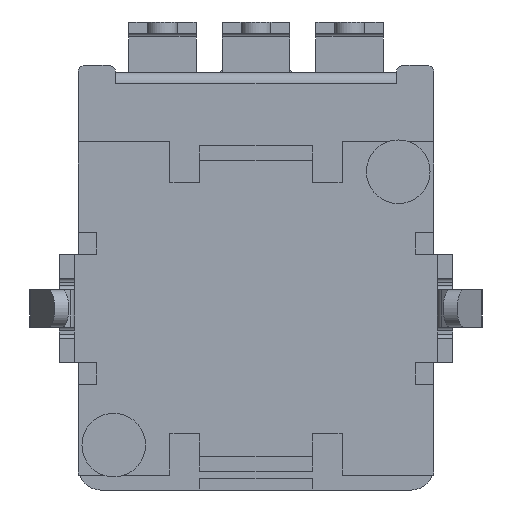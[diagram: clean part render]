
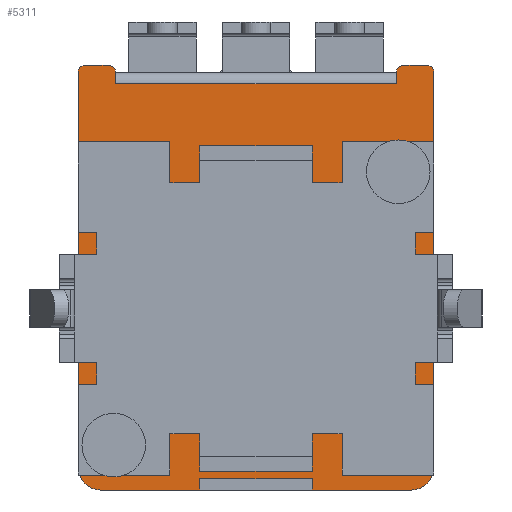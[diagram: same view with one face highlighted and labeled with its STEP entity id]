
A CAD part, front view. The second image highlights one B-rep face of the part: STEP entity #5311.
In plain terms, the highlighted planar face has unit normal (0, -1, 0).
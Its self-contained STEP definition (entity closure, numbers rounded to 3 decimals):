
#129=FACE_BOUND('',#771,.T.);
#130=FACE_BOUND('',#772,.T.);
#225=PLANE('',#5786);
#473=FACE_OUTER_BOUND('',#770,.T.);
#770=EDGE_LOOP('',(#4388,#4389,#4390,#4391,#4392,#4393,#4394,#4395,#4396,
#4397,#4398,#4399,#4400,#4401,#4402,#4403,#4404,#4405));
#771=EDGE_LOOP('',(#4406));
#772=EDGE_LOOP('',(#4407));
#1028=CIRCLE('',#5785,0.6);
#1029=CIRCLE('',#5787,0.6);
#1030=CIRCLE('',#5788,0.2);
#1031=CIRCLE('',#5789,0.2);
#1032=CIRCLE('',#5790,0.2);
#1033=CIRCLE('',#5791,0.2);
#1034=CIRCLE('',#5792,0.6);
#1035=CIRCLE('',#5793,0.6);
#1415=LINE('',#10489,#1964);
#1417=LINE('',#10493,#1966);
#1421=LINE('',#10500,#1970);
#1423=LINE('',#10507,#1972);
#1424=LINE('',#10508,#1973);
#1425=LINE('',#10512,#1974);
#1426=LINE('',#10516,#1975);
#1427=LINE('',#10520,#1976);
#1428=LINE('',#10522,#1977);
#1429=LINE('',#10524,#1978);
#1430=LINE('',#10528,#1979);
#1431=LINE('',#10531,#1980);
#1964=VECTOR('',#6820,0.3);
#1966=VECTOR('',#6824,2.65);
#1970=VECTOR('',#6830,2.65);
#1972=VECTOR('',#6838,3.);
#1973=VECTOR('',#6839,0.3);
#1974=VECTOR('',#6842,10.55);
#1975=VECTOR('',#6845,0.6);
#1976=VECTOR('',#6848,0.3);
#1977=VECTOR('',#6849,7.5);
#1978=VECTOR('',#6850,0.3);
#1979=VECTOR('',#6853,0.6);
#1980=VECTOR('',#6856,10.55);
#2522=VERTEX_POINT('',#10486);
#2523=VERTEX_POINT('',#10488);
#2524=VERTEX_POINT('',#10492);
#2525=VERTEX_POINT('',#10496);
#2526=VERTEX_POINT('',#10498);
#2527=VERTEX_POINT('',#10502);
#2528=VERTEX_POINT('',#10506);
#2529=VERTEX_POINT('',#10509);
#2530=VERTEX_POINT('',#10511);
#2531=VERTEX_POINT('',#10513);
#2532=VERTEX_POINT('',#10515);
#2533=VERTEX_POINT('',#10517);
#2534=VERTEX_POINT('',#10519);
#2535=VERTEX_POINT('',#10521);
#2536=VERTEX_POINT('',#10523);
#2537=VERTEX_POINT('',#10525);
#2538=VERTEX_POINT('',#10527);
#2539=VERTEX_POINT('',#10529);
#2540=VERTEX_POINT('',#10532);
#2541=VERTEX_POINT('',#10534);
#3179=EDGE_CURVE('',#2523,#2522,#1415,.T.);
#3181=EDGE_CURVE('',#2523,#2524,#1417,.T.);
#3185=EDGE_CURVE('',#2526,#2525,#1421,.T.);
#3186=EDGE_CURVE('',#2527,#2524,#1028,.T.);
#3188=EDGE_CURVE('',#2522,#2528,#1423,.T.);
#3189=EDGE_CURVE('',#2525,#2528,#1424,.T.);
#3190=EDGE_CURVE('',#2526,#2529,#1029,.T.);
#3191=EDGE_CURVE('',#2530,#2529,#1425,.T.);
#3192=EDGE_CURVE('',#2530,#2531,#1030,.T.);
#3193=EDGE_CURVE('',#2532,#2531,#1426,.T.);
#3194=EDGE_CURVE('',#2532,#2533,#1031,.T.);
#3195=EDGE_CURVE('',#2533,#2534,#1427,.T.);
#3196=EDGE_CURVE('',#2534,#2535,#1428,.T.);
#3197=EDGE_CURVE('',#2535,#2536,#1429,.T.);
#3198=EDGE_CURVE('',#2536,#2537,#1032,.T.);
#3199=EDGE_CURVE('',#2538,#2537,#1430,.T.);
#3200=EDGE_CURVE('',#2538,#2539,#1033,.T.);
#3201=EDGE_CURVE('',#2527,#2539,#1431,.T.);
#3202=EDGE_CURVE('',#2540,#2540,#1034,.T.);
#3203=EDGE_CURVE('',#2541,#2541,#1035,.T.);
#4388=ORIENTED_EDGE('',*,*,#3179,.T.);
#4389=ORIENTED_EDGE('',*,*,#3188,.T.);
#4390=ORIENTED_EDGE('',*,*,#3189,.F.);
#4391=ORIENTED_EDGE('',*,*,#3185,.F.);
#4392=ORIENTED_EDGE('',*,*,#3190,.T.);
#4393=ORIENTED_EDGE('',*,*,#3191,.F.);
#4394=ORIENTED_EDGE('',*,*,#3192,.T.);
#4395=ORIENTED_EDGE('',*,*,#3193,.F.);
#4396=ORIENTED_EDGE('',*,*,#3194,.T.);
#4397=ORIENTED_EDGE('',*,*,#3195,.T.);
#4398=ORIENTED_EDGE('',*,*,#3196,.T.);
#4399=ORIENTED_EDGE('',*,*,#3197,.T.);
#4400=ORIENTED_EDGE('',*,*,#3198,.T.);
#4401=ORIENTED_EDGE('',*,*,#3199,.F.);
#4402=ORIENTED_EDGE('',*,*,#3200,.T.);
#4403=ORIENTED_EDGE('',*,*,#3201,.F.);
#4404=ORIENTED_EDGE('',*,*,#3186,.T.);
#4405=ORIENTED_EDGE('',*,*,#3181,.F.);
#4406=ORIENTED_EDGE('',*,*,#3202,.F.);
#4407=ORIENTED_EDGE('',*,*,#3203,.F.);
#5311=ADVANCED_FACE('',(#473,#129,#130),#225,.F.);
#5785=AXIS2_PLACEMENT_3D('',#10503,#6833,#6834);
#5786=AXIS2_PLACEMENT_3D('',#10505,#6836,#6837);
#5787=AXIS2_PLACEMENT_3D('',#10510,#6840,#6841);
#5788=AXIS2_PLACEMENT_3D('',#10514,#6843,#6844);
#5789=AXIS2_PLACEMENT_3D('',#10518,#6846,#6847);
#5790=AXIS2_PLACEMENT_3D('',#10526,#6851,#6852);
#5791=AXIS2_PLACEMENT_3D('',#10530,#6854,#6855);
#5792=AXIS2_PLACEMENT_3D('',#10533,#6857,#6858);
#5793=AXIS2_PLACEMENT_3D('',#10535,#6859,#6860);
#6820=DIRECTION('',(0.,0.,1.));
#6824=DIRECTION('',(-1.,0.,0.));
#6830=DIRECTION('',(-1.,0.,0.));
#6833=DIRECTION('center_axis',(0.,-1.,0.));
#6834=DIRECTION('ref_axis',(-1.,0.,0.));
#6836=DIRECTION('center_axis',(0.,1.,0.));
#6837=DIRECTION('ref_axis',(1.,0.,0.));
#6838=DIRECTION('',(1.,0.,0.));
#6839=DIRECTION('',(0.,0.,1.));
#6840=DIRECTION('center_axis',(0.,-1.,0.));
#6841=DIRECTION('ref_axis',(0.,0.,-1.));
#6842=DIRECTION('',(0.,0.,-1.));
#6843=DIRECTION('center_axis',(0.,-1.,0.));
#6844=DIRECTION('ref_axis',(1.,0.,0.));
#6845=DIRECTION('',(1.,0.,0.));
#6846=DIRECTION('center_axis',(0.,-1.,0.));
#6847=DIRECTION('ref_axis',(0.,0.,1.));
#6848=DIRECTION('',(0.,0.,-1.));
#6849=DIRECTION('',(-1.,0.,0.));
#6850=DIRECTION('',(0.,0.,1.));
#6851=DIRECTION('center_axis',(0.,-1.,0.));
#6852=DIRECTION('ref_axis',(1.,0.,0.));
#6853=DIRECTION('',(1.,0.,0.));
#6854=DIRECTION('center_axis',(0.,-1.,0.));
#6855=DIRECTION('ref_axis',(0.,0.,1.));
#6856=DIRECTION('',(0.,0.,1.));
#6857=DIRECTION('center_axis',(0.,-1.,0.));
#6858=DIRECTION('ref_axis',(0.,0.,-1.));
#6859=DIRECTION('center_axis',(0.,-1.,0.));
#6860=DIRECTION('ref_axis',(0.,0.,-1.));
#10486=CARTESIAN_POINT('',(-1.5,-0.6,-4.55));
#10488=CARTESIAN_POINT('',(-1.5,-0.6,-4.85));
#10489=CARTESIAN_POINT('',(-1.5,-0.6,-4.85));
#10492=CARTESIAN_POINT('',(-4.15,-0.6,-4.85));
#10493=CARTESIAN_POINT('',(-1.5,-0.6,-4.85));
#10496=CARTESIAN_POINT('',(1.5,-0.6,-4.85));
#10498=CARTESIAN_POINT('',(4.15,-0.6,-4.85));
#10500=CARTESIAN_POINT('',(4.15,-0.6,-4.85));
#10502=CARTESIAN_POINT('',(-4.75,-0.6,-4.25));
#10503=CARTESIAN_POINT('Origin',(-4.15,-0.6,-4.25));
#10505=CARTESIAN_POINT('Origin',(0.,-0.6,0.));
#10506=CARTESIAN_POINT('',(1.5,-0.6,-4.55));
#10507=CARTESIAN_POINT('',(-1.5,-0.6,-4.55));
#10508=CARTESIAN_POINT('',(1.5,-0.6,-4.85));
#10509=CARTESIAN_POINT('',(4.75,-0.6,-4.25));
#10510=CARTESIAN_POINT('Origin',(4.15,-0.6,-4.25));
#10511=CARTESIAN_POINT('',(4.75,-0.6,6.3));
#10512=CARTESIAN_POINT('',(4.75,-0.6,6.3));
#10513=CARTESIAN_POINT('',(4.55,-0.6,6.5));
#10514=CARTESIAN_POINT('Origin',(4.55,-0.6,6.3));
#10515=CARTESIAN_POINT('',(3.95,-0.6,6.5));
#10516=CARTESIAN_POINT('',(3.95,-0.6,6.5));
#10517=CARTESIAN_POINT('',(3.75,-0.6,6.3));
#10518=CARTESIAN_POINT('Origin',(3.95,-0.6,6.3));
#10519=CARTESIAN_POINT('',(3.75,-0.6,6.));
#10520=CARTESIAN_POINT('',(3.75,-0.6,6.3));
#10521=CARTESIAN_POINT('',(-3.75,-0.6,6.));
#10522=CARTESIAN_POINT('',(3.75,-0.6,6.));
#10523=CARTESIAN_POINT('',(-3.75,-0.6,6.3));
#10524=CARTESIAN_POINT('',(-3.75,-0.6,6.));
#10525=CARTESIAN_POINT('',(-3.95,-0.6,6.5));
#10526=CARTESIAN_POINT('Origin',(-3.95,-0.6,6.3));
#10527=CARTESIAN_POINT('',(-4.55,-0.6,6.5));
#10528=CARTESIAN_POINT('',(-4.55,-0.6,6.5));
#10529=CARTESIAN_POINT('',(-4.75,-0.6,6.3));
#10530=CARTESIAN_POINT('Origin',(-4.55,-0.6,6.3));
#10531=CARTESIAN_POINT('',(-4.75,-0.6,-4.25));
#10532=CARTESIAN_POINT('',(3.8,-0.6,4.25));
#10533=CARTESIAN_POINT('Origin',(3.8,-0.6,3.65));
#10534=CARTESIAN_POINT('',(-3.8,-0.6,-3.05));
#10535=CARTESIAN_POINT('Origin',(-3.8,-0.6,-3.65));
